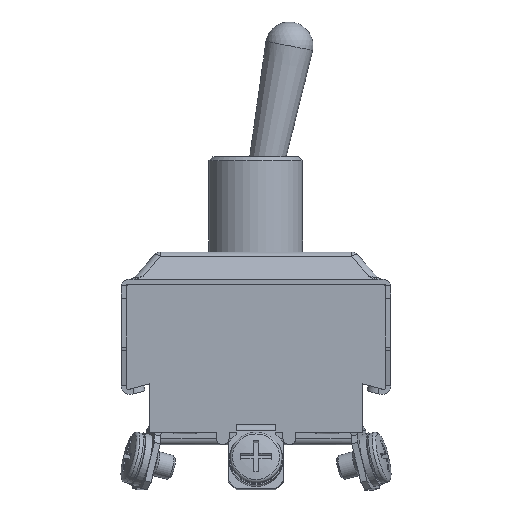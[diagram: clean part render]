
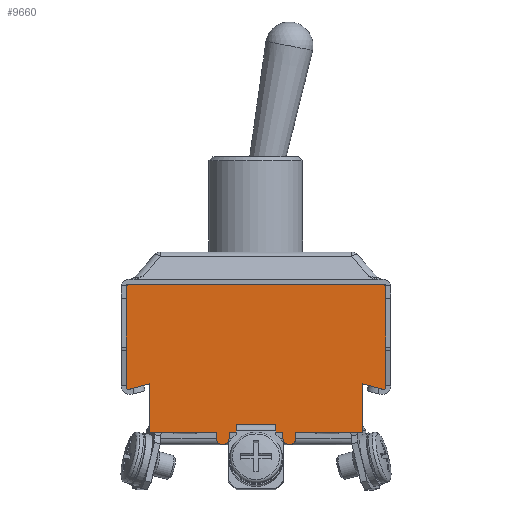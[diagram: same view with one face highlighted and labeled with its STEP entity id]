
A CAD part, front view. The second image highlights one B-rep face of the part: STEP entity #9660.
In plain terms, the highlighted planar face has unit normal (0, -1, 0).
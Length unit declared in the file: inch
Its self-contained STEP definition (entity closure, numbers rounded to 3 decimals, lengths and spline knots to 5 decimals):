
#467=PLANE('',#10467);
#944=LINE('',#15931,#1890);
#1302=LINE('',#17296,#2248);
#1308=LINE('',#17308,#2254);
#1318=LINE('',#17328,#2264);
#1328=LINE('',#17354,#2274);
#1329=LINE('',#17356,#2275);
#1330=LINE('',#17358,#2276);
#1331=LINE('',#17360,#2277);
#1332=LINE('',#17364,#2278);
#1333=LINE('',#17366,#2279);
#1334=LINE('',#17368,#2280);
#1335=LINE('',#17369,#2281);
#1336=LINE('',#17371,#2282);
#1337=LINE('',#17373,#2283);
#1338=LINE('',#17377,#2284);
#1339=LINE('',#17379,#2285);
#1340=LINE('',#17381,#2286);
#1341=LINE('',#17383,#2287);
#1890=VECTOR('',#11793,0.3937);
#2248=VECTOR('',#12703,0.3937);
#2254=VECTOR('',#12713,0.3937);
#2264=VECTOR('',#12731,0.3937);
#2274=VECTOR('',#12757,0.3937);
#2275=VECTOR('',#12758,0.3937);
#2276=VECTOR('',#12759,0.3937);
#2277=VECTOR('',#12760,0.3937);
#2278=VECTOR('',#12763,0.3937);
#2279=VECTOR('',#12764,0.3937);
#2280=VECTOR('',#12765,0.3937);
#2281=VECTOR('',#12766,0.3937);
#2282=VECTOR('',#12767,0.3937);
#2283=VECTOR('',#12768,0.3937);
#2284=VECTOR('',#12771,0.3937);
#2285=VECTOR('',#12772,0.3937);
#2286=VECTOR('',#12773,0.3937);
#2287=VECTOR('',#12774,0.3937);
#2946=FACE_OUTER_BOUND('',#3531,.T.);
#3531=EDGE_LOOP('',(#8567,#8568,#8569,#8570,#8571,#8572,#8573,#8574,#8575,
#8576,#8577,#8578,#8579,#8580,#8581,#8582,#8583,#8584,#8585,#8586,#8587,
#8588,#8589,#8590));
#4042=CIRCLE('',#10464,0.00984);
#4044=CIRCLE('',#10468,0.00984);
#4045=CIRCLE('',#10469,0.00984);
#4046=CIRCLE('',#10470,0.0315);
#4047=CIRCLE('',#10471,0.0315);
#4048=CIRCLE('',#10472,0.00984);
#4519=VERTEX_POINT('',#15928);
#4520=VERTEX_POINT('',#15930);
#4838=VERTEX_POINT('',#17293);
#4839=VERTEX_POINT('',#17295);
#4842=VERTEX_POINT('',#17305);
#4843=VERTEX_POINT('',#17307);
#4848=VERTEX_POINT('',#17325);
#4849=VERTEX_POINT('',#17327);
#4856=VERTEX_POINT('',#17351);
#4857=VERTEX_POINT('',#17353);
#4858=VERTEX_POINT('',#17355);
#4859=VERTEX_POINT('',#17357);
#4860=VERTEX_POINT('',#17359);
#4861=VERTEX_POINT('',#17361);
#4862=VERTEX_POINT('',#17363);
#4863=VERTEX_POINT('',#17365);
#4864=VERTEX_POINT('',#17367);
#4865=VERTEX_POINT('',#17370);
#4866=VERTEX_POINT('',#17372);
#4867=VERTEX_POINT('',#17374);
#4868=VERTEX_POINT('',#17376);
#4869=VERTEX_POINT('',#17378);
#4870=VERTEX_POINT('',#17380);
#4871=VERTEX_POINT('',#17382);
#5629=EDGE_CURVE('',#4520,#4519,#944,.T.);
#6126=EDGE_CURVE('',#4839,#4838,#1302,.T.);
#6132=EDGE_CURVE('',#4843,#4842,#1308,.T.);
#6142=EDGE_CURVE('',#4849,#4848,#1318,.T.);
#6148=EDGE_CURVE('',#4839,#4848,#4042,.T.);
#6154=EDGE_CURVE('',#4843,#4838,#4044,.T.);
#6155=EDGE_CURVE('',#4856,#4842,#4045,.T.);
#6156=EDGE_CURVE('',#4856,#4857,#1328,.T.);
#6157=EDGE_CURVE('',#4857,#4858,#1329,.T.);
#6158=EDGE_CURVE('',#4858,#4859,#1330,.T.);
#6159=EDGE_CURVE('',#4859,#4860,#1331,.T.);
#6160=EDGE_CURVE('',#4860,#4861,#4046,.T.);
#6161=EDGE_CURVE('',#4861,#4862,#1332,.T.);
#6162=EDGE_CURVE('',#4862,#4863,#1333,.T.);
#6163=EDGE_CURVE('',#4863,#4864,#1334,.T.);
#6164=EDGE_CURVE('',#4864,#4520,#1335,.T.);
#6165=EDGE_CURVE('',#4519,#4865,#1336,.T.);
#6166=EDGE_CURVE('',#4865,#4866,#1337,.T.);
#6167=EDGE_CURVE('',#4866,#4867,#4047,.T.);
#6168=EDGE_CURVE('',#4867,#4868,#1338,.T.);
#6169=EDGE_CURVE('',#4868,#4869,#1339,.T.);
#6170=EDGE_CURVE('',#4869,#4870,#1340,.T.);
#6171=EDGE_CURVE('',#4870,#4871,#1341,.T.);
#6172=EDGE_CURVE('',#4849,#4871,#4048,.T.);
#8567=ORIENTED_EDGE('',*,*,#6148,.F.);
#8568=ORIENTED_EDGE('',*,*,#6126,.T.);
#8569=ORIENTED_EDGE('',*,*,#6154,.F.);
#8570=ORIENTED_EDGE('',*,*,#6132,.T.);
#8571=ORIENTED_EDGE('',*,*,#6155,.F.);
#8572=ORIENTED_EDGE('',*,*,#6156,.T.);
#8573=ORIENTED_EDGE('',*,*,#6157,.T.);
#8574=ORIENTED_EDGE('',*,*,#6158,.T.);
#8575=ORIENTED_EDGE('',*,*,#6159,.T.);
#8576=ORIENTED_EDGE('',*,*,#6160,.T.);
#8577=ORIENTED_EDGE('',*,*,#6161,.T.);
#8578=ORIENTED_EDGE('',*,*,#6162,.T.);
#8579=ORIENTED_EDGE('',*,*,#6163,.T.);
#8580=ORIENTED_EDGE('',*,*,#6164,.T.);
#8581=ORIENTED_EDGE('',*,*,#5629,.T.);
#8582=ORIENTED_EDGE('',*,*,#6165,.T.);
#8583=ORIENTED_EDGE('',*,*,#6166,.T.);
#8584=ORIENTED_EDGE('',*,*,#6167,.T.);
#8585=ORIENTED_EDGE('',*,*,#6168,.T.);
#8586=ORIENTED_EDGE('',*,*,#6169,.T.);
#8587=ORIENTED_EDGE('',*,*,#6170,.T.);
#8588=ORIENTED_EDGE('',*,*,#6171,.T.);
#8589=ORIENTED_EDGE('',*,*,#6172,.F.);
#8590=ORIENTED_EDGE('',*,*,#6142,.T.);
#9660=ADVANCED_FACE('',(#2946),#467,.T.);
#10464=AXIS2_PLACEMENT_3D('',#17338,#12741,#12742);
#10467=AXIS2_PLACEMENT_3D('',#17349,#12751,#12752);
#10468=AXIS2_PLACEMENT_3D('',#17350,#12753,#12754);
#10469=AXIS2_PLACEMENT_3D('',#17352,#12755,#12756);
#10470=AXIS2_PLACEMENT_3D('',#17362,#12761,#12762);
#10471=AXIS2_PLACEMENT_3D('',#17375,#12769,#12770);
#10472=AXIS2_PLACEMENT_3D('',#17384,#12775,#12776);
#11793=DIRECTION('',(0.,0.,-1.));
#12703=DIRECTION('',(-1.,0.,0.));
#12713=DIRECTION('',(0.,0.,-1.));
#12731=DIRECTION('',(0.,0.,1.));
#12741=DIRECTION('center_axis',(0.,1.,0.));
#12742=DIRECTION('ref_axis',(0.707,0.,0.707));
#12751=DIRECTION('center_axis',(0.,-1.,0.));
#12752=DIRECTION('ref_axis',(1.,0.,0.));
#12753=DIRECTION('center_axis',(0.,1.,0.));
#12754=DIRECTION('ref_axis',(-0.707,0.,0.707));
#12755=DIRECTION('center_axis',(0.,1.,0.));
#12756=DIRECTION('ref_axis',(-0.608,0.,-0.794));
#12757=DIRECTION('',(0.965,0.,0.262));
#12758=DIRECTION('',(0.,0.,-1.));
#12759=DIRECTION('',(1.,0.,0.));
#12760=DIRECTION('',(0.,0.,-1.));
#12761=DIRECTION('center_axis',(0.,-1.,0.));
#12762=DIRECTION('ref_axis',(-1.,0.,0.));
#12763=DIRECTION('',(0.,0.,1.));
#12764=DIRECTION('',(1.,0.,0.));
#12765=DIRECTION('',(0.,0.,1.));
#12766=DIRECTION('',(1.,0.,0.));
#12767=DIRECTION('',(1.,0.,0.));
#12768=DIRECTION('',(0.,0.,-1.));
#12769=DIRECTION('center_axis',(0.,-1.,0.));
#12770=DIRECTION('ref_axis',(-1.,0.,0.));
#12771=DIRECTION('',(0.,0.,1.));
#12772=DIRECTION('',(1.,0.,0.));
#12773=DIRECTION('',(0.,0.,1.));
#12774=DIRECTION('',(0.965,0.,-0.262));
#12775=DIRECTION('center_axis',(0.,1.,0.));
#12776=DIRECTION('ref_axis',(0.608,0.,-0.794));
#15928=CARTESIAN_POINT('',(0.09843,-0.38386,-0.33661));
#15930=CARTESIAN_POINT('',(0.09843,-0.38386,-0.29724));
#15931=CARTESIAN_POINT('',(0.09843,-0.38386,-0.29724));
#17293=CARTESIAN_POINT('',(-0.63386,-0.38386,0.39567));
#17295=CARTESIAN_POINT('',(0.63386,-0.38386,0.39567));
#17296=CARTESIAN_POINT('',(0.6437,-0.38386,0.39567));
#17305=CARTESIAN_POINT('',(-0.6437,-0.38386,-0.11509));
#17307=CARTESIAN_POINT('',(-0.6437,-0.38386,0.38583));
#17308=CARTESIAN_POINT('',(-0.6437,-0.38386,0.39567));
#17325=CARTESIAN_POINT('',(0.6437,-0.38386,0.38583));
#17327=CARTESIAN_POINT('',(0.6437,-0.38386,-0.11509));
#17328=CARTESIAN_POINT('',(0.6437,-0.38386,-0.12795));
#17338=CARTESIAN_POINT('Origin',(0.63386,-0.38386,0.38583));
#17349=CARTESIAN_POINT('Origin',(0.,-0.38386,
-0.00197));
#17350=CARTESIAN_POINT('Origin',(-0.63386,-0.38386,
0.38583));
#17351=CARTESIAN_POINT('',(-0.63128,-0.38386,-0.12458));
#17352=CARTESIAN_POINT('Origin',(-0.63386,-0.38386,
-0.11509));
#17353=CARTESIAN_POINT('',(-0.52756,-0.38386,-0.09646));
#17354=CARTESIAN_POINT('',(-0.6437,-0.38386,-0.12795));
#17355=CARTESIAN_POINT('',(-0.52756,-0.38386,-0.33661));
#17356=CARTESIAN_POINT('',(-0.52756,-0.38386,-0.09646));
#17357=CARTESIAN_POINT('',(-0.19685,-0.38386,-0.33661));
#17358=CARTESIAN_POINT('',(-0.52756,-0.38386,-0.33661));
#17359=CARTESIAN_POINT('',(-0.19685,-0.38386,-0.36811));
#17360=CARTESIAN_POINT('',(-0.19685,-0.38386,-0.33661));
#17361=CARTESIAN_POINT('',(-0.13386,-0.38386,-0.36811));
#17362=CARTESIAN_POINT('Origin',(-0.16535,-0.38386,
-0.36811));
#17363=CARTESIAN_POINT('',(-0.13386,-0.38386,-0.33661));
#17364=CARTESIAN_POINT('',(-0.13386,-0.38386,-0.36811));
#17365=CARTESIAN_POINT('',(-0.09843,-0.38386,-0.33661));
#17366=CARTESIAN_POINT('',(-0.13386,-0.38386,-0.33661));
#17367=CARTESIAN_POINT('',(-0.09843,-0.38386,-0.29724));
#17368=CARTESIAN_POINT('',(-0.09843,-0.38386,-0.33661));
#17369=CARTESIAN_POINT('',(-0.09843,-0.38386,-0.29724));
#17370=CARTESIAN_POINT('',(0.13386,-0.38386,-0.33661));
#17371=CARTESIAN_POINT('',(-0.13386,-0.38386,-0.33661));
#17372=CARTESIAN_POINT('',(0.13386,-0.38386,-0.36811));
#17373=CARTESIAN_POINT('',(0.13386,-0.38386,-0.33661));
#17374=CARTESIAN_POINT('',(0.19685,-0.38386,-0.36811));
#17375=CARTESIAN_POINT('Origin',(0.16535,-0.38386,-0.36811));
#17376=CARTESIAN_POINT('',(0.19685,-0.38386,-0.33661));
#17377=CARTESIAN_POINT('',(0.19685,-0.38386,-0.36811));
#17378=CARTESIAN_POINT('',(0.52756,-0.38386,-0.33661));
#17379=CARTESIAN_POINT('',(0.19685,-0.38386,-0.33661));
#17380=CARTESIAN_POINT('',(0.52756,-0.38386,-0.09646));
#17381=CARTESIAN_POINT('',(0.52756,-0.38386,-0.39961));
#17382=CARTESIAN_POINT('',(0.63128,-0.38386,-0.12458));
#17383=CARTESIAN_POINT('',(0.52756,-0.38386,-0.09646));
#17384=CARTESIAN_POINT('Origin',(0.63386,-0.38386,-0.11509));
